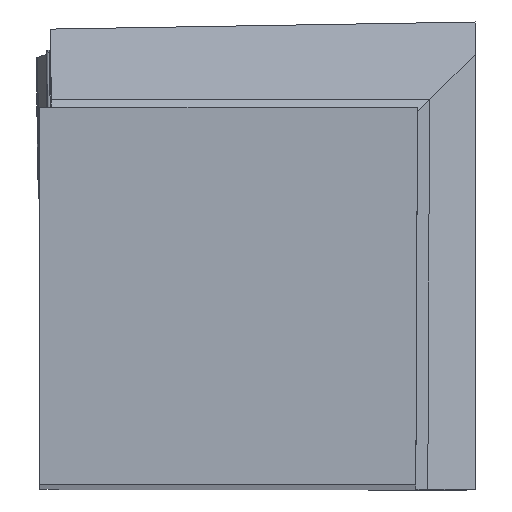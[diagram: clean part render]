
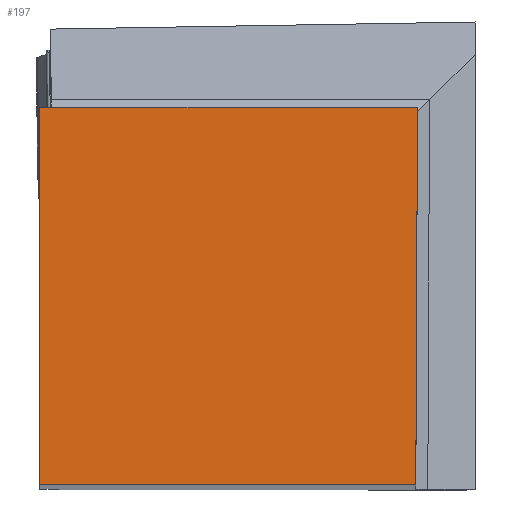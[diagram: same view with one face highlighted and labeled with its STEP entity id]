
A CAD part, top view. The second image highlights one B-rep face of the part: STEP entity #197.
In plain terms, the highlighted planar face has unit normal (0, 0, 1).
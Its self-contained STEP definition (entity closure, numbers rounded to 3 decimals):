
#197=ADVANCED_FACE('BLANK_BOXF006',(#309),#245,.F.);
#245=PLANE('',#1565);
#309=FACE_OUTER_BOUND('',#383,.T.);
#383=EDGE_LOOP('',(#714,#715,#716,#717));
#714=ORIENTED_EDGE('',*,*,#1075,.F.);
#715=ORIENTED_EDGE('',*,*,#1076,.F.);
#716=ORIENTED_EDGE('',*,*,#1077,.F.);
#717=ORIENTED_EDGE('',*,*,#1078,.F.);
#902=VERTEX_POINT('',#2473);
#903=VERTEX_POINT('',#2474);
#904=VERTEX_POINT('',#2476);
#905=VERTEX_POINT('',#2478);
#1075=EDGE_CURVE('',#902,#903,#1223,.T.);
#1076=EDGE_CURVE('',#904,#902,#1224,.T.);
#1077=EDGE_CURVE('',#905,#904,#1225,.T.);
#1078=EDGE_CURVE('',#903,#905,#1226,.T.);
#1223=LINE('',#2472,#1371);
#1224=LINE('',#2475,#1372);
#1225=LINE('',#2477,#1373);
#1226=LINE('',#2479,#1374);
#1371=VECTOR('',#1895,1.);
#1372=VECTOR('',#1896,1.);
#1373=VECTOR('',#1897,1.);
#1374=VECTOR('',#1898,1.);
#1565=AXIS2_PLACEMENT_3D('',#2480,#1899,#1900);
#1895=DIRECTION('',(0.,1.,0.));
#1896=DIRECTION('',(-1.,0.,0.));
#1897=DIRECTION('',(-0.004,-1.,0.));
#1898=DIRECTION('',(1.,0.,0.));
#1899=DIRECTION('',(0.,0.,-1.));
#1900=DIRECTION('',(0.,-1.,0.));
#2472=CARTESIAN_POINT('',(-15.748,-127.,0.));
#2473=CARTESIAN_POINT('',(-15.748,0.,0.));
#2474=CARTESIAN_POINT('',(-15.748,15.748,0.));
#2475=CARTESIAN_POINT('',(127.,0.,0.));
#2476=CARTESIAN_POINT('',(-0.069,0.,0.));
#2477=CARTESIAN_POINT('',(0.485,126.999,0.));
#2478=CARTESIAN_POINT('',(0.,15.748,0.));
#2479=CARTESIAN_POINT('',(-127.,15.748,0.));
#2480=CARTESIAN_POINT('',(-31.623,-5.,0.));
